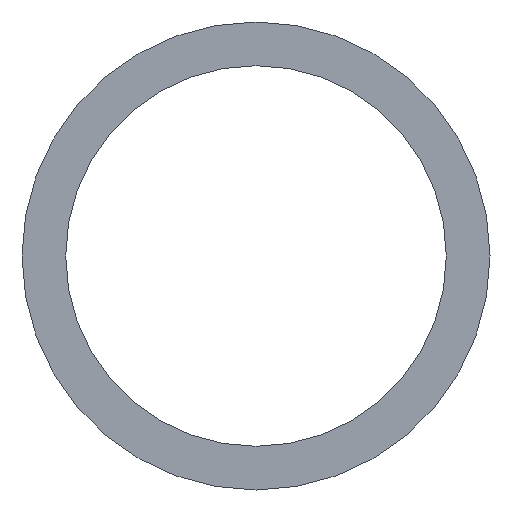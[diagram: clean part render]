
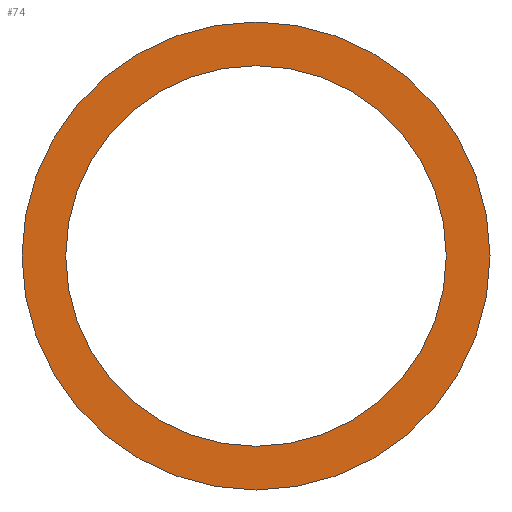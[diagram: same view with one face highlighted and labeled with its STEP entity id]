
A CAD part, front view. The second image highlights one B-rep face of the part: STEP entity #74.
In plain terms, the highlighted planar face has unit normal (0, -1, 0).
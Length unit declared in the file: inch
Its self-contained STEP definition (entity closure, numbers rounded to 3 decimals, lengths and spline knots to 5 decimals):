
#1 = CIRCLE ( 'NONE', #124, 0.18735 ) ;
#12 = CARTESIAN_POINT ( 'NONE',  ( 0., 0., 0. ) ) ;
#25 = ORIENTED_EDGE ( 'NONE', *, *, #35, .F. ) ;
#27 = CARTESIAN_POINT ( 'NONE',  ( 0., 0., 0.18735 ) ) ;
#31 = DIRECTION ( 'NONE',  ( 0., 0., 1. ) ) ;
#35 = EDGE_CURVE ( 'NONE', #120, #55, #1, .T. ) ;
#37 = FACE_BOUND ( 'NONE', #38, .T. ) ;
#38 = EDGE_LOOP ( 'NONE', ( #159, #117 ) ) ;
#55 = VERTEX_POINT ( 'NONE', #222 ) ;
#67 = DIRECTION ( 'NONE',  ( 0., 0., 1. ) ) ;
#74 = ADVANCED_FACE ( 'NONE', ( #247, #37 ), #204, .F. ) ;
#81 = CARTESIAN_POINT ( 'NONE',  ( 0., 0., 0. ) ) ;
#87 = DIRECTION ( 'NONE',  ( 0., 1., 0. ) ) ;
#90 = DIRECTION ( 'NONE',  ( 0., 1., 0. ) ) ;
#104 = CARTESIAN_POINT ( 'NONE',  ( 0., 0., 0. ) ) ;
#108 = AXIS2_PLACEMENT_3D ( 'NONE', #104, #90, #67 ) ;
#110 = CIRCLE ( 'NONE', #121, 0.15235 ) ;
#116 = DIRECTION ( 'NONE',  ( 0., 1., 0. ) ) ;
#117 = ORIENTED_EDGE ( 'NONE', *, *, #166, .T. ) ;
#120 = VERTEX_POINT ( 'NONE', #27 ) ;
#121 = AXIS2_PLACEMENT_3D ( 'NONE', #81, #116, #169 ) ;
#124 = AXIS2_PLACEMENT_3D ( 'NONE', #155, #197, #31 ) ;
#131 = CARTESIAN_POINT ( 'NONE',  ( 0., 0., -0.15235 ) ) ;
#155 = CARTESIAN_POINT ( 'NONE',  ( 0., 0., 0. ) ) ;
#159 = ORIENTED_EDGE ( 'NONE', *, *, #245, .T. ) ;
#163 = AXIS2_PLACEMENT_3D ( 'NONE', #12, #87, #211 ) ;
#166 = EDGE_CURVE ( 'NONE', #215, #207, #110, .T. ) ;
#169 = DIRECTION ( 'NONE',  ( 0., 0., 1. ) ) ;
#175 = CIRCLE ( 'NONE', #163, 0.18735 ) ;
#181 = CIRCLE ( 'NONE', #229, 0.15235 ) ;
#196 = EDGE_LOOP ( 'NONE', ( #234, #25 ) ) ;
#197 = DIRECTION ( 'NONE',  ( 0., 1., 0. ) ) ;
#201 = EDGE_CURVE ( 'NONE', #55, #120, #175, .T. ) ;
#204 = PLANE ( 'NONE',  #108 ) ;
#207 = VERTEX_POINT ( 'NONE', #131 ) ;
#211 = DIRECTION ( 'NONE',  ( 0., 0., 1. ) ) ;
#215 = VERTEX_POINT ( 'NONE', #236 ) ;
#216 = DIRECTION ( 'NONE',  ( 0., 0., 1. ) ) ;
#221 = DIRECTION ( 'NONE',  ( 0., 1., 0. ) ) ;
#222 = CARTESIAN_POINT ( 'NONE',  ( 0., 0., -0.18735 ) ) ;
#224 = CARTESIAN_POINT ( 'NONE',  ( 0., 0., 0. ) ) ;
#229 = AXIS2_PLACEMENT_3D ( 'NONE', #224, #221, #216 ) ;
#234 = ORIENTED_EDGE ( 'NONE', *, *, #201, .F. ) ;
#236 = CARTESIAN_POINT ( 'NONE',  ( 0., 0., 0.15235 ) ) ;
#245 = EDGE_CURVE ( 'NONE', #207, #215, #181, .T. ) ;
#247 = FACE_OUTER_BOUND ( 'NONE', #196, .T. ) ;
